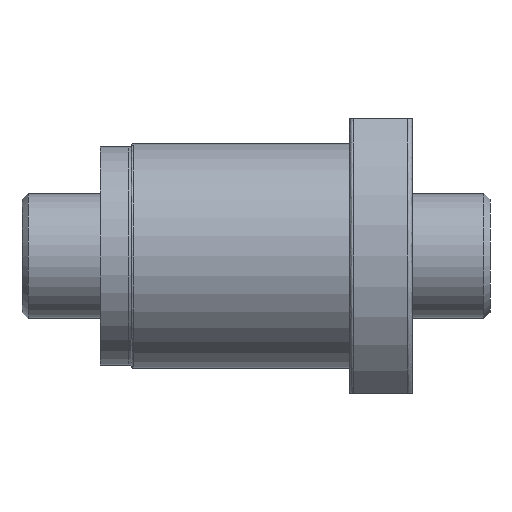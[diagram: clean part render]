
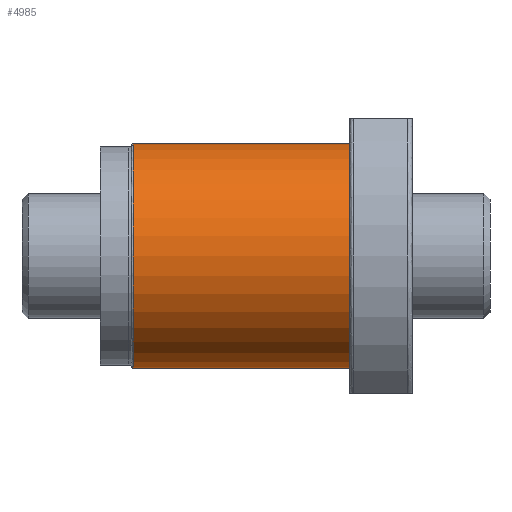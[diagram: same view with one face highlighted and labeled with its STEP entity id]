
A CAD part, front view. The second image highlights one B-rep face of the part: STEP entity #4985.
In plain terms, the highlighted cylindrical face has radius 18 mm (diameter 36 mm), a partial arc.
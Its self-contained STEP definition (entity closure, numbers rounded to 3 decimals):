
#403 = CYLINDRICAL_SURFACE ( 'NONE', #18276, 18. ) ;
#412 = DIRECTION ( 'NONE',  ( 0., 0., 1. ) ) ;
#714 = ORIENTED_EDGE ( 'NONE', *, *, #10532, .F. ) ;
#1990 = VECTOR ( 'NONE', #7816, 1000. ) ;
#2808 = CARTESIAN_POINT ( 'NONE',  ( 15., 0., 0. ) ) ;
#4940 = CARTESIAN_POINT ( 'NONE',  ( 15., 0., -18. ) ) ;
#4985 = ADVANCED_FACE ( 'NONE', ( #21967 ), #403, .T. ) ;
#4992 = CARTESIAN_POINT ( 'NONE',  ( -63.209, 0., 0. ) ) ;
#5065 = CARTESIAN_POINT ( 'NONE',  ( -19.7, 0., 18. ) ) ;
#5419 = CARTESIAN_POINT ( 'NONE',  ( -19.7, 0., -18. ) ) ;
#6164 = CIRCLE ( 'NONE', #6924, 18. ) ;
#6252 = VECTOR ( 'NONE', #15036, 1000. ) ;
#6253 = CARTESIAN_POINT ( 'NONE',  ( -19.7, 0., 0. ) ) ;
#6924 = AXIS2_PLACEMENT_3D ( 'NONE', #2808, #14054, #23230 ) ;
#7816 = DIRECTION ( 'NONE',  ( -1., 0., 0. ) ) ;
#8184 = ORIENTED_EDGE ( 'NONE', *, *, #15346, .T. ) ;
#8728 = ORIENTED_EDGE ( 'NONE', *, *, #9193, .T. ) ;
#9193 = EDGE_CURVE ( 'NONE', #16802, #15141, #11555, .T. ) ;
#10337 = LINE ( 'NONE', #16894, #6252 ) ;
#10532 = EDGE_CURVE ( 'NONE', #18017, #17742, #10337, .T. ) ;
#11555 = LINE ( 'NONE', #16971, #1990 ) ;
#12278 = EDGE_CURVE ( 'NONE', #18017, #16802, #6164, .T. ) ;
#12481 = CARTESIAN_POINT ( 'NONE',  ( 15., 0., 18. ) ) ;
#12767 = CIRCLE ( 'NONE', #20294, 18. ) ;
#13606 = DIRECTION ( 'NONE',  ( 1., 0., 0. ) ) ;
#14054 = DIRECTION ( 'NONE',  ( -1., 0., 0. ) ) ;
#15036 = DIRECTION ( 'NONE',  ( -1., 0., 0. ) ) ;
#15141 = VERTEX_POINT ( 'NONE', #5065 ) ;
#15346 = EDGE_CURVE ( 'NONE', #15141, #17742, #12767, .T. ) ;
#16786 = EDGE_LOOP ( 'NONE', ( #714, #20866, #8728, #8184 ) ) ;
#16802 = VERTEX_POINT ( 'NONE', #12481 ) ;
#16894 = CARTESIAN_POINT ( 'NONE',  ( -63.209, 0., -18. ) ) ;
#16971 = CARTESIAN_POINT ( 'NONE',  ( -63.209, 0., 18. ) ) ;
#17742 = VERTEX_POINT ( 'NONE', #5419 ) ;
#18017 = VERTEX_POINT ( 'NONE', #4940 ) ;
#18027 = DIRECTION ( 'NONE',  ( -1., 0., 0. ) ) ;
#18104 = DIRECTION ( 'NONE',  ( 0., 0., 1. ) ) ;
#18276 = AXIS2_PLACEMENT_3D ( 'NONE', #4992, #18027, #18104 ) ;
#20294 = AXIS2_PLACEMENT_3D ( 'NONE', #6253, #13606, #412 ) ;
#20866 = ORIENTED_EDGE ( 'NONE', *, *, #12278, .T. ) ;
#21967 = FACE_OUTER_BOUND ( 'NONE', #16786, .T. ) ;
#23230 = DIRECTION ( 'NONE',  ( 0., 0., 1. ) ) ;
